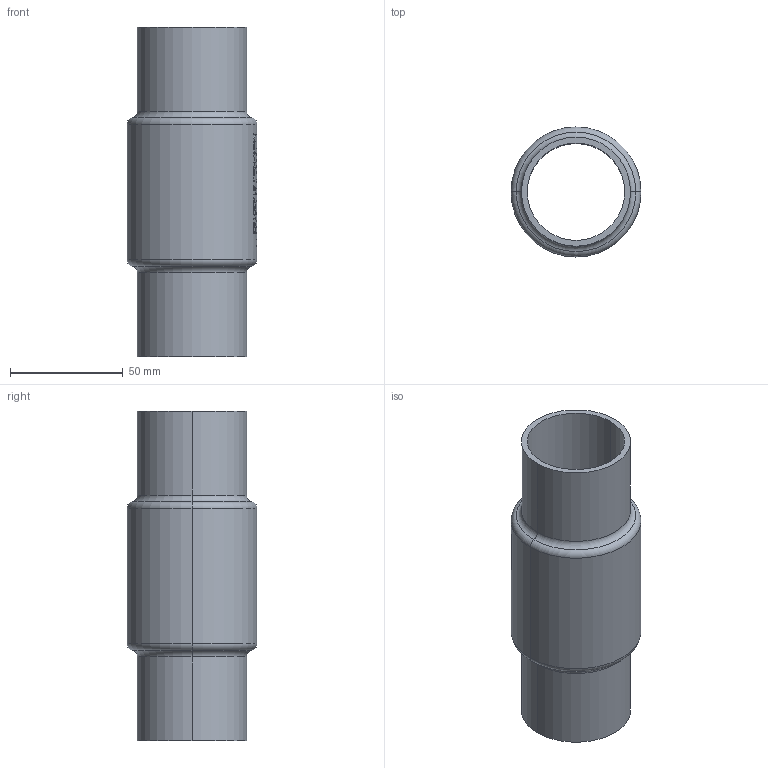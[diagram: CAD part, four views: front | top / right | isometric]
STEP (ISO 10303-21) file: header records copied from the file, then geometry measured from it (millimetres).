
FILE_DESCRIPTION (( 'STEP AP214' ), '1' );
FILE_NAME ('7110000_DN040_ PN10_51420152.STEP', '2022-02-28T08:44:27', ( 'axxx' ), ( 'Hewlett-Packard Company' ), 'SwSTEP 2.0', 'SolidWorks 2019', '' );
FILE_SCHEMA (( 'AUTOMOTIVE_DESIGN' ));
Length unit declared in the file: millimetre
Products named in the file (1): 7110000_DN040_ PN10_51420152
Bounding box: 57.5 x 57.5 x 146 mm (x, y, z)
Volume: 104176.7 mm3; surface area: 48265.3 mm2
Topology: 1 solids, 1 shells, 500 faces, 1344 edges, 892 vertices
Faces by surface type: plane 252, bspline 202, cylinder 38, torus 8
Entity records: 27180 total; most frequent: CARTESIAN_POINT 16104, ORIENTED_EDGE 2688, DIRECTION 1569, EDGE_CURVE 1344, VERTEX_POINT 892, LINE 747, VECTOR 747, EDGE_LOOP 548
